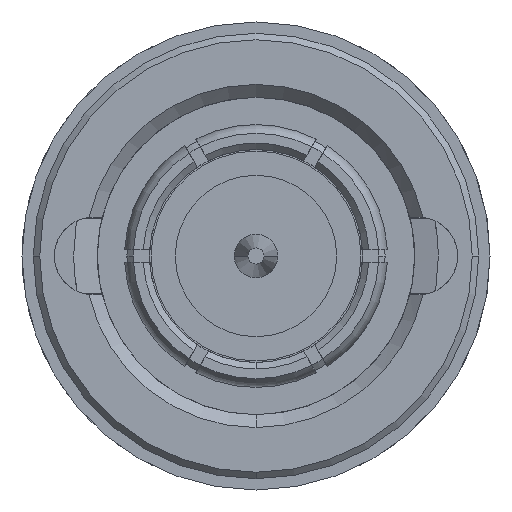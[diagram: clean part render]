
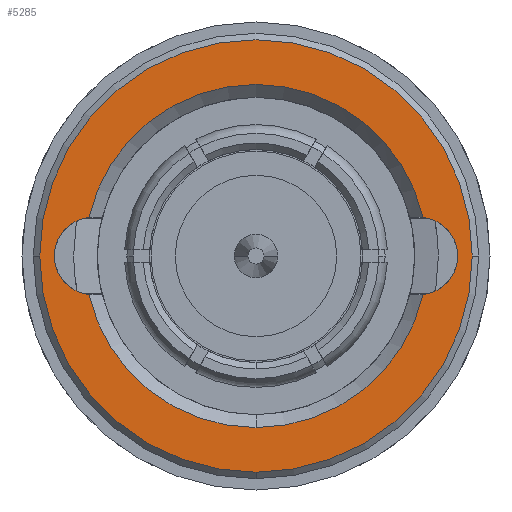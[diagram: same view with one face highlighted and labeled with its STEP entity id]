
A CAD part, left-side view. The second image highlights one B-rep face of the part: STEP entity #5285.
In plain terms, the highlighted planar face has unit normal (-1, 0, 0).
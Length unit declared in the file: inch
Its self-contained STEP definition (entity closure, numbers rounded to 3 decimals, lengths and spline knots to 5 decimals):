
#20 = DIRECTION ( 'NONE',  ( 0., -0.974, -0.224 ) ) ;
#137 = DIRECTION ( 'NONE',  ( 0., -0.108, -0.994 ) ) ;
#150 = CIRCLE ( 'NONE', #4536, 0.04724 ) ;
#263 = DIRECTION ( 'NONE',  ( 0., 0.974, 0.224 ) ) ;
#264 = EDGE_LOOP ( 'NONE', ( #1928, #3885, #3588, #4061, #1766 ) ) ;
#298 = CIRCLE ( 'NONE', #4350, 0.20925 ) ;
#533 = EDGE_CURVE ( 'NONE', #4172, #6436, #1325, .T. ) ;
#570 = DIRECTION ( 'NONE',  ( 0., -1., 0. ) ) ;
#599 = DIRECTION ( 'NONE',  ( 1., 0., 0. ) ) ;
#955 = DIRECTION ( 'NONE',  ( 0., 1., 0. ) ) ;
#1023 = DIRECTION ( 'NONE',  ( 1., 0., 0. ) ) ;
#1036 = DIRECTION ( 'NONE',  ( -1., 0., 0. ) ) ;
#1066 = CARTESIAN_POINT ( 'NONE',  ( 0., -0.26378, 0. ) ) ;
#1121 = CARTESIAN_POINT ( 'NONE',  ( 0., 0., 0. ) ) ;
#1325 = CIRCLE ( 'NONE', #2255, 0.04724 ) ;
#1382 = EDGE_CURVE ( 'NONE', #3351, #6463, #5688, .T. ) ;
#1468 = CARTESIAN_POINT ( 'NONE',  ( 0., 0.19882, 0. ) ) ;
#1628 = EDGE_CURVE ( 'NONE', #6623, #3351, #5294, .T. ) ;
#1739 = CARTESIAN_POINT ( 'NONE',  ( 0., 0., 0. ) ) ;
#1750 = EDGE_CURVE ( 'NONE', #6370, #6436, #3792, .T. ) ;
#1766 = ORIENTED_EDGE ( 'NONE', *, *, #533, .F. ) ;
#1778 = VERTEX_POINT ( 'NONE', #5015 ) ;
#1928 = ORIENTED_EDGE ( 'NONE', *, *, #2069, .T. ) ;
#2041 = DIRECTION ( 'NONE',  ( -1., 0., 0. ) ) ;
#2069 = EDGE_CURVE ( 'NONE', #4172, #5479, #5076, .T. ) ;
#2255 = AXIS2_PLACEMENT_3D ( 'NONE', #3417, #5093, #137 ) ;
#2431 = CARTESIAN_POINT ( 'NONE',  ( 0., 0., 0. ) ) ;
#2461 = CARTESIAN_POINT ( 'NONE',  ( 0., 0.26378, 0. ) ) ;
#2555 = DIRECTION ( 'NONE',  ( -1., 0., 0. ) ) ;
#2581 = CIRCLE ( 'NONE', #4330, 0.26378 ) ;
#3131 = CARTESIAN_POINT ( 'NONE',  ( 0., 0., 0. ) ) ;
#3204 = DIRECTION ( 'NONE',  ( 0., -0.974, -0.224 ) ) ;
#3297 = CARTESIAN_POINT ( 'NONE',  ( 0., -0.20391, -0.04697 ) ) ;
#3320 = DIRECTION ( 'NONE',  ( -1., 0., 0. ) ) ;
#3351 = VERTEX_POINT ( 'NONE', #1066 ) ;
#3384 = DIRECTION ( 'NONE',  ( 0., 1., 0. ) ) ;
#3417 = CARTESIAN_POINT ( 'NONE',  ( 0., -0.19882, 0. ) ) ;
#3479 = EDGE_CURVE ( 'NONE', #6463, #6623, #2581, .T. ) ;
#3588 = ORIENTED_EDGE ( 'NONE', *, *, #4442, .F. ) ;
#3792 = CIRCLE ( 'NONE', #6677, 0.20925 ) ;
#3885 = ORIENTED_EDGE ( 'NONE', *, *, #6136, .T. ) ;
#3993 = CARTESIAN_POINT ( 'NONE',  ( 0., 0., -0.20925 ) ) ;
#4061 = ORIENTED_EDGE ( 'NONE', *, *, #1750, .T. ) ;
#4133 = ORIENTED_EDGE ( 'NONE', *, *, #1382, .T. ) ;
#4172 = VERTEX_POINT ( 'NONE', #3297 ) ;
#4330 = AXIS2_PLACEMENT_3D ( 'NONE', #2431, #3320, #5023 ) ;
#4350 = AXIS2_PLACEMENT_3D ( 'NONE', #5988, #1023, #20 ) ;
#4442 = EDGE_CURVE ( 'NONE', #6370, #1778, #150, .T. ) ;
#4527 = ORIENTED_EDGE ( 'NONE', *, *, #1628, .T. ) ;
#4536 = AXIS2_PLACEMENT_3D ( 'NONE', #1468, #2555, #4740 ) ;
#4569 = AXIS2_PLACEMENT_3D ( 'NONE', #6031, #599, #3384 ) ;
#4605 = AXIS2_PLACEMENT_3D ( 'NONE', #3131, #2041, #955 ) ;
#4740 = DIRECTION ( 'NONE',  ( 0., 0.108, 0.994 ) ) ;
#4830 = CARTESIAN_POINT ( 'NONE',  ( 0., -0.20391, 0.04697 ) ) ;
#4917 = FACE_BOUND ( 'NONE', #264, .T. ) ;
#4945 = DIRECTION ( 'NONE',  ( 1., 0., 0. ) ) ;
#4962 = EDGE_LOOP ( 'NONE', ( #4133, #6089, #4527 ) ) ;
#5015 = CARTESIAN_POINT ( 'NONE',  ( 0., 0.20391, -0.04697 ) ) ;
#5023 = DIRECTION ( 'NONE',  ( 0., 1., 0. ) ) ;
#5076 = CIRCLE ( 'NONE', #7033, 0.20925 ) ;
#5093 = DIRECTION ( 'NONE',  ( -1., 0., 0. ) ) ;
#5115 = AXIS2_PLACEMENT_3D ( 'NONE', #5529, #1036, #570 ) ;
#5220 = DIRECTION ( 'NONE',  ( 1., 0., 0. ) ) ;
#5285 = ADVANCED_FACE ( 'NONE', ( #4917, #5451 ), #6138, .F. ) ;
#5294 = CIRCLE ( 'NONE', #4605, 0.26378 ) ;
#5361 = CARTESIAN_POINT ( 'NONE',  ( 0., 0.20391, 0.04697 ) ) ;
#5451 = FACE_OUTER_BOUND ( 'NONE', #4962, .T. ) ;
#5479 = VERTEX_POINT ( 'NONE', #3993 ) ;
#5529 = CARTESIAN_POINT ( 'NONE',  ( 0., 0., 0. ) ) ;
#5688 = CIRCLE ( 'NONE', #5115, 0.26378 ) ;
#5988 = CARTESIAN_POINT ( 'NONE',  ( 0., 0., 0. ) ) ;
#6031 = CARTESIAN_POINT ( 'NONE',  ( 0., 0., 0. ) ) ;
#6089 = ORIENTED_EDGE ( 'NONE', *, *, #3479, .T. ) ;
#6136 = EDGE_CURVE ( 'NONE', #5479, #1778, #298, .T. ) ;
#6138 = PLANE ( 'NONE',  #4569 ) ;
#6226 = CARTESIAN_POINT ( 'NONE',  ( 0., 0., -0.26378 ) ) ;
#6370 = VERTEX_POINT ( 'NONE', #5361 ) ;
#6436 = VERTEX_POINT ( 'NONE', #4830 ) ;
#6463 = VERTEX_POINT ( 'NONE', #2461 ) ;
#6623 = VERTEX_POINT ( 'NONE', #6226 ) ;
#6677 = AXIS2_PLACEMENT_3D ( 'NONE', #1739, #5220, #263 ) ;
#7033 = AXIS2_PLACEMENT_3D ( 'NONE', #1121, #4945, #3204 ) ;
